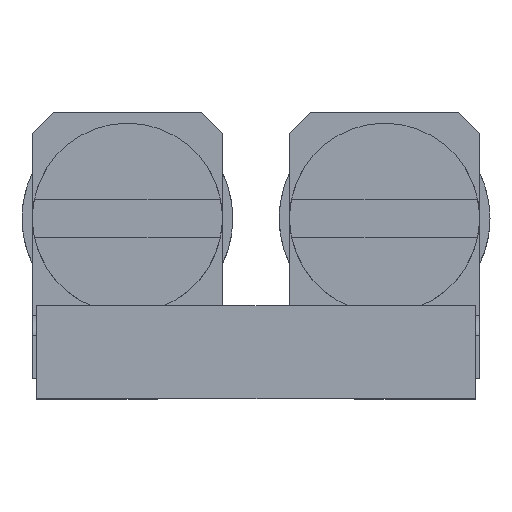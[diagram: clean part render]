
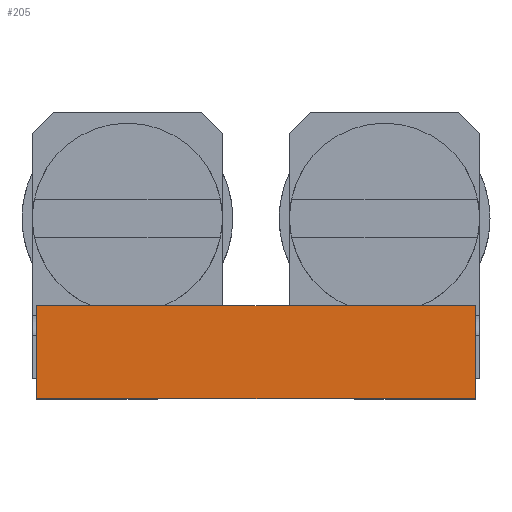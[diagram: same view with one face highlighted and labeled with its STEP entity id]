
A CAD part, top view. The second image highlights one B-rep face of the part: STEP entity #205.
In plain terms, the highlighted planar face has unit normal (0, 0, 1).
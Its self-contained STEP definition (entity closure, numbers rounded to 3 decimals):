
#205=ADVANCED_FACE('',(#335),#271,.F.);
#271=PLANE('',#1494);
#335=FACE_OUTER_BOUND('',#431,.T.);
#431=EDGE_LOOP('',(#778,#779,#780,#781));
#778=ORIENTED_EDGE('',*,*,#1098,.T.);
#779=ORIENTED_EDGE('',*,*,#1094,.F.);
#780=ORIENTED_EDGE('',*,*,#1099,.F.);
#781=ORIENTED_EDGE('',*,*,#1096,.T.);
#914=VERTEX_POINT('',#2256);
#915=VERTEX_POINT('',#2258);
#916=VERTEX_POINT('',#2262);
#917=VERTEX_POINT('',#2264);
#1094=EDGE_CURVE('',#915,#914,#1228,.T.);
#1096=EDGE_CURVE('',#917,#916,#1230,.T.);
#1098=EDGE_CURVE('',#916,#914,#1232,.T.);
#1099=EDGE_CURVE('',#917,#915,#1233,.T.);
#1228=LINE('',#2259,#1362);
#1230=LINE('',#2263,#1364);
#1232=LINE('',#2267,#1366);
#1233=LINE('',#2268,#1367);
#1362=VECTOR('',#1873,1.);
#1364=VECTOR('',#1877,1.);
#1366=VECTOR('',#1881,1.);
#1367=VECTOR('',#1882,1.);
#1494=AXIS2_PLACEMENT_3D('',#2269,#1883,#1884);
#1873=DIRECTION('',(0.,-1.,0.));
#1877=DIRECTION('',(0.,-1.,0.));
#1881=DIRECTION('',(1.,0.,0.));
#1882=DIRECTION('',(1.,0.,0.));
#1883=DIRECTION('',(0.,0.,-1.));
#1884=DIRECTION('',(-1.,0.,0.));
#2256=CARTESIAN_POINT('',(5.2,-0.5,14.7));
#2258=CARTESIAN_POINT('',(5.2,1.7,14.7));
#2259=CARTESIAN_POINT('',(5.2,1.7,14.7));
#2262=CARTESIAN_POINT('',(-5.2,-0.5,14.7));
#2263=CARTESIAN_POINT('',(-5.2,1.7,14.7));
#2264=CARTESIAN_POINT('',(-5.2,1.7,14.7));
#2267=CARTESIAN_POINT('',(-5.2,-0.5,14.7));
#2268=CARTESIAN_POINT('',(-5.2,1.7,14.7));
#2269=CARTESIAN_POINT('',(-5.2,1.7,14.7));
